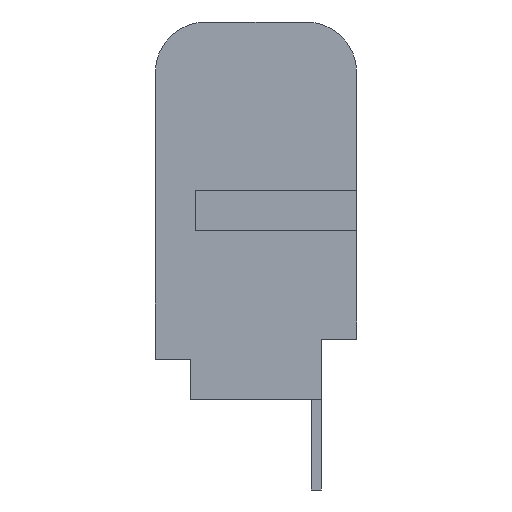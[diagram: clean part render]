
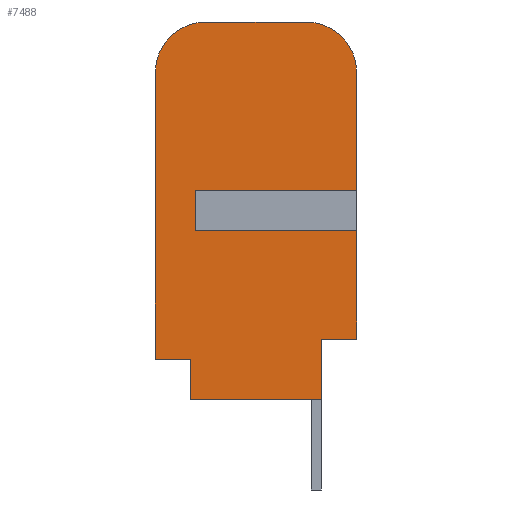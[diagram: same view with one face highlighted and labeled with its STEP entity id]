
A CAD part, left-side view. The second image highlights one B-rep face of the part: STEP entity #7488.
In plain terms, the highlighted planar face has unit normal (-1, 0, 0).
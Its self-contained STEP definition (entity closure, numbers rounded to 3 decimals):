
#134=CARTESIAN_POINT('',(-8.6,-1.,-1.));
#135=DIRECTION('',(-1.,0.,0.));
#136=DIRECTION('',(0.,-1.,0.));
#137=AXIS2_PLACEMENT_3D('',#134,#135,#136);
#139=DIRECTION('',(0.,0.,-1.));
#140=VECTOR('',#139,2.35);
#141=CARTESIAN_POINT('',(-8.6,-2.,-1.));
#142=LINE('',#141,#140);
#143=DIRECTION('',(0.,1.,0.));
#144=VECTOR('',#143,3.2);
#145=CARTESIAN_POINT('',(-8.6,-2.,-3.35));
#146=LINE('',#145,#144);
#147=DIRECTION('',(0.,0.,1.));
#148=VECTOR('',#147,0.8);
#149=CARTESIAN_POINT('',(-8.6,1.2,-4.15));
#150=LINE('',#149,#148);
#151=DIRECTION('',(0.,1.,0.));
#152=VECTOR('',#151,3.2);
#153=CARTESIAN_POINT('',(-8.6,-2.,-4.15));
#154=LINE('',#153,#152);
#155=DIRECTION('',(0.,0.,-1.));
#156=VECTOR('',#155,2.15);
#157=CARTESIAN_POINT('',(-8.6,-2.,-4.15));
#158=LINE('',#157,#156);
#159=DIRECTION('',(0.,1.,0.));
#160=VECTOR('',#159,0.7);
#161=CARTESIAN_POINT('',(-8.6,-2.,-6.3));
#162=LINE('',#161,#160);
#163=DIRECTION('',(0.,0.,-1.));
#164=VECTOR('',#163,1.2);
#165=CARTESIAN_POINT('',(-8.6,-1.3,-6.3));
#166=LINE('',#165,#164);
#167=DIRECTION('',(0.,1.,0.));
#168=VECTOR('',#167,2.6);
#169=CARTESIAN_POINT('',(-8.6,-1.3,-7.5));
#170=LINE('',#169,#168);
#171=DIRECTION('',(0.,0.,1.));
#172=VECTOR('',#171,0.8);
#173=CARTESIAN_POINT('',(-8.6,1.3,-7.5));
#174=LINE('',#173,#172);
#175=DIRECTION('',(0.,1.,0.));
#176=VECTOR('',#175,0.7);
#177=CARTESIAN_POINT('',(-8.6,1.3,-6.7));
#178=LINE('',#177,#176);
#179=DIRECTION('',(0.,0.,1.));
#180=VECTOR('',#179,5.7);
#181=CARTESIAN_POINT('',(-8.6,2.,-6.7));
#182=LINE('',#181,#180);
#183=CARTESIAN_POINT('',(-8.6,1.,-1.));
#184=DIRECTION('',(-1.,0.,0.));
#185=DIRECTION('',(0.,0.,1.));
#186=AXIS2_PLACEMENT_3D('',#183,#184,#185);
#188=DIRECTION('',(0.,-1.,0.));
#189=VECTOR('',#188,2.);
#190=CARTESIAN_POINT('',(-8.6,1.,0.));
#191=LINE('',#190,#189);
#6097=CARTESIAN_POINT('',(-8.6,-2.,-6.3));
#6098=CARTESIAN_POINT('',(-8.6,-1.3,-6.3));
#6099=VERTEX_POINT('',#6097);
#6100=VERTEX_POINT('',#6098);
#6101=CARTESIAN_POINT('',(-8.6,-1.3,-7.5));
#6102=VERTEX_POINT('',#6101);
#6103=CARTESIAN_POINT('',(-8.6,1.3,-7.5));
#6104=VERTEX_POINT('',#6103);
#6105=CARTESIAN_POINT('',(-8.6,1.3,-6.7));
#6106=VERTEX_POINT('',#6105);
#6107=CARTESIAN_POINT('',(-8.6,2.,-6.7));
#6108=VERTEX_POINT('',#6107);
#6137=CARTESIAN_POINT('',(-8.6,-2.,-3.35));
#6138=CARTESIAN_POINT('',(-8.6,1.2,-3.35));
#6139=VERTEX_POINT('',#6137);
#6140=VERTEX_POINT('',#6138);
#6141=CARTESIAN_POINT('',(-8.6,-2.,-4.15));
#6142=CARTESIAN_POINT('',(-8.6,1.2,-4.15));
#6143=VERTEX_POINT('',#6141);
#6144=VERTEX_POINT('',#6142);
#6173=CARTESIAN_POINT('',(-8.6,-2.,-1.));
#6174=CARTESIAN_POINT('',(-8.6,-1.,0.));
#6175=VERTEX_POINT('',#6173);
#6176=VERTEX_POINT('',#6174);
#6185=CARTESIAN_POINT('',(-8.6,1.,0.));
#6186=CARTESIAN_POINT('',(-8.6,2.,-1.));
#6187=VERTEX_POINT('',#6185);
#6188=VERTEX_POINT('',#6186);
#7453=CARTESIAN_POINT('',(-8.6,0.,0.));
#7454=DIRECTION('',(1.,0.,0.));
#7455=DIRECTION('',(0.,0.,-1.));
#7456=AXIS2_PLACEMENT_3D('',#7453,#7454,#7455);
#7457=PLANE('',#7456);
#7459=ORIENTED_EDGE('',*,*,#7458,.F.);
#7461=ORIENTED_EDGE('',*,*,#7460,.T.);
#7463=ORIENTED_EDGE('',*,*,#7462,.T.);
#7465=ORIENTED_EDGE('',*,*,#7464,.F.);
#7467=ORIENTED_EDGE('',*,*,#7466,.F.);
#7469=ORIENTED_EDGE('',*,*,#7468,.T.);
#7471=ORIENTED_EDGE('',*,*,#7470,.T.);
#7473=ORIENTED_EDGE('',*,*,#7472,.T.);
#7475=ORIENTED_EDGE('',*,*,#7474,.T.);
#7477=ORIENTED_EDGE('',*,*,#7476,.T.);
#7479=ORIENTED_EDGE('',*,*,#7478,.T.);
#7481=ORIENTED_EDGE('',*,*,#7480,.T.);
#7483=ORIENTED_EDGE('',*,*,#7482,.F.);
#7485=ORIENTED_EDGE('',*,*,#7484,.T.);
#7486=EDGE_LOOP('',(#7459,#7461,#7463,#7465,#7467,#7469,#7471,#7473,#7475,#7477,
#7479,#7481,#7483,#7485));
#7487=FACE_OUTER_BOUND('',#7486,.F.);
#138=CIRCLE('',#137,1.);
#187=CIRCLE('',#186,1.);
#7458=EDGE_CURVE('',#6175,#6176,#138,.T.);
#7460=EDGE_CURVE('',#6175,#6139,#142,.T.);
#7462=EDGE_CURVE('',#6139,#6140,#146,.T.);
#7464=EDGE_CURVE('',#6144,#6140,#150,.T.);
#7466=EDGE_CURVE('',#6143,#6144,#154,.T.);
#7468=EDGE_CURVE('',#6143,#6099,#158,.T.);
#7470=EDGE_CURVE('',#6099,#6100,#162,.T.);
#7472=EDGE_CURVE('',#6100,#6102,#166,.T.);
#7474=EDGE_CURVE('',#6102,#6104,#170,.T.);
#7476=EDGE_CURVE('',#6104,#6106,#174,.T.);
#7478=EDGE_CURVE('',#6106,#6108,#178,.T.);
#7480=EDGE_CURVE('',#6108,#6188,#182,.T.);
#7482=EDGE_CURVE('',#6187,#6188,#187,.T.);
#7484=EDGE_CURVE('',#6187,#6176,#191,.T.);
#7488=ADVANCED_FACE('',(#7487),#7457,.F.);
